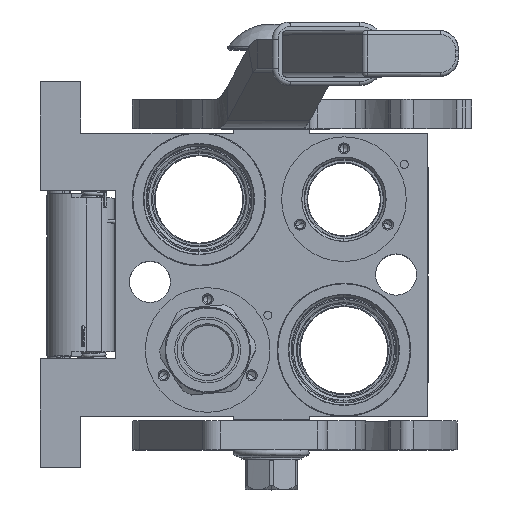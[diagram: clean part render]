
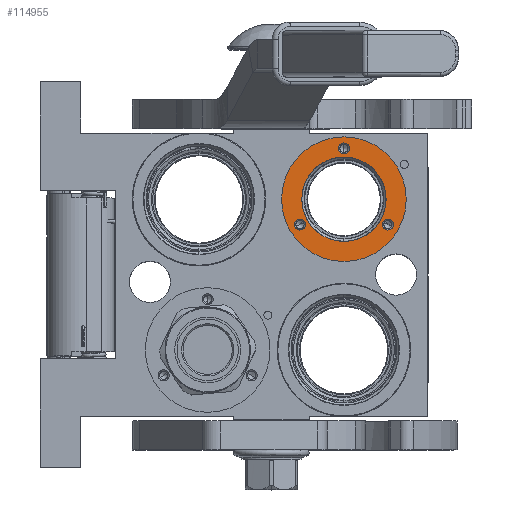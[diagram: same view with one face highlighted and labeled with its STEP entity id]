
A CAD part, top view. The second image highlights one B-rep face of the part: STEP entity #114955.
In plain terms, the highlighted face is planar.
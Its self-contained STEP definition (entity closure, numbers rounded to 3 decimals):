
#158 = CIRCLE ( 'NONE', #51091, 21.5 ) ;
#516 = DIRECTION ( 'NONE',  ( 0., -1., 0. ) ) ;
#2787 = VERTEX_POINT ( 'NONE', #117520 ) ;
#3054 = ORIENTED_EDGE ( 'NONE', *, *, #34842, .F. ) ;
#4899 = DIRECTION ( 'NONE',  ( 1., 0., 0. ) ) ;
#5077 = ORIENTED_EDGE ( 'NONE', *, *, #24233, .F. ) ;
#6519 = DIRECTION ( 'NONE',  ( -1., 0., 0. ) ) ;
#9433 = CARTESIAN_POINT ( 'NONE',  ( -17.25, -22.05, 23.145 ) ) ;
#9458 = FACE_OUTER_BOUND ( 'NONE', #56950, .T. ) ;
#10318 = VERTEX_POINT ( 'NONE', #112506 ) ;
#12094 = CIRCLE ( 'NONE', #61021, 21.5 ) ;
#14308 = FACE_BOUND ( 'NONE', #23096, .T. ) ;
#16571 = DIRECTION ( 'NONE',  ( -0.5, 0., 0.866 ) ) ;
#22954 = CIRCLE ( 'NONE', #122803, 1.9 ) ;
#23096 = EDGE_LOOP ( 'NONE', ( #3054, #95270 ) ) ;
#23343 = DIRECTION ( 'NONE',  ( 0., -1., 0. ) ) ;
#24233 = EDGE_CURVE ( 'NONE', #10318, #2787, #27922, .T. ) ;
#24718 = CARTESIAN_POINT ( 'NONE',  ( -26., -22.05, 38.3 ) ) ;
#24785 = CARTESIAN_POINT ( 'NONE',  ( -4.5, -22.05, 38.3 ) ) ;
#25509 = DIRECTION ( 'NONE',  ( 0., 1., 0. ) ) ;
#26535 = EDGE_CURVE ( 'NONE', #127264, #52481, #125238, .T. ) ;
#27391 = VERTEX_POINT ( 'NONE', #24785 ) ;
#27922 = CIRCLE ( 'NONE', #59734, 1.9 ) ;
#31867 = EDGE_CURVE ( 'NONE', #131700, #80673, #79783, .T. ) ;
#33380 = DIRECTION ( 'NONE',  ( 0.5, 0., 0.866 ) ) ;
#33977 = DIRECTION ( 'NONE',  ( 0., -1., 0. ) ) ;
#34842 = EDGE_CURVE ( 'NONE', #80673, #131700, #36181, .T. ) ;
#35269 = CARTESIAN_POINT ( 'NONE',  ( -26., -22.05, 38.3 ) ) ;
#36181 = CIRCLE ( 'NONE', #105213, 1.9 ) ;
#36775 = AXIS2_PLACEMENT_3D ( 'NONE', #9433, #103845, #50043 ) ;
#38920 = FACE_BOUND ( 'NONE', #96552, .T. ) ;
#39601 = CARTESIAN_POINT ( 'NONE',  ( -40.55, -22.05, 38.3 ) ) ;
#43350 = CARTESIAN_POINT ( 'NONE',  ( -26., -22.05, 38.3 ) ) ;
#44647 = AXIS2_PLACEMENT_3D ( 'NONE', #130864, #129057, #4899 ) ;
#45076 = ORIENTED_EDGE ( 'NONE', *, *, #83074, .F. ) ;
#45332 = DIRECTION ( 'NONE',  ( -0.5, 0., -0.866 ) ) ;
#50043 = DIRECTION ( 'NONE',  ( 0.5, 0., -0.866 ) ) ;
#50777 = AXIS2_PLACEMENT_3D ( 'NONE', #77952, #25509, #130898 ) ;
#50999 = CIRCLE ( 'NONE', #44647, 14.55 ) ;
#51091 = AXIS2_PLACEMENT_3D ( 'NONE', #35269, #122809, #79448 ) ;
#52481 = VERTEX_POINT ( 'NONE', #130369 ) ;
#53593 = FACE_BOUND ( 'NONE', #122352, .T. ) ;
#53889 = CARTESIAN_POINT ( 'NONE',  ( -17.25, -22.05, 53.455 ) ) ;
#54294 = DIRECTION ( 'NONE',  ( -1., 0., 0. ) ) ;
#56197 = EDGE_CURVE ( 'NONE', #123442, #27391, #158, .T. ) ;
#56950 = EDGE_LOOP ( 'NONE', ( #100464, #134419 ) ) ;
#58075 = CARTESIAN_POINT ( 'NONE',  ( -17.25, -22.05, 23.145 ) ) ;
#59734 = AXIS2_PLACEMENT_3D ( 'NONE', #53889, #23343, #33380 ) ;
#61021 = AXIS2_PLACEMENT_3D ( 'NONE', #24718, #120014, #78512 ) ;
#65432 = CARTESIAN_POINT ( 'NONE',  ( -17.25, -22.05, 53.455 ) ) ;
#68548 = DIRECTION ( 'NONE',  ( 0., -1., 0. ) ) ;
#73973 = VERTEX_POINT ( 'NONE', #39601 ) ;
#77952 = CARTESIAN_POINT ( 'NONE',  ( -26., -22.05, 38.3 ) ) ;
#78200 = EDGE_CURVE ( 'NONE', #52481, #127264, #112156, .T. ) ;
#78512 = DIRECTION ( 'NONE',  ( 1., 0., 0. ) ) ;
#79448 = DIRECTION ( 'NONE',  ( -1., 0., 0. ) ) ;
#79783 = CIRCLE ( 'NONE', #36775, 1.9 ) ;
#80673 = VERTEX_POINT ( 'NONE', #128636 ) ;
#82065 = CARTESIAN_POINT ( 'NONE',  ( -41.6, -22.05, 38.3 ) ) ;
#83074 = EDGE_CURVE ( 'NONE', #2787, #10318, #22954, .T. ) ;
#84300 = DIRECTION ( 'NONE',  ( 0., -1., 0. ) ) ;
#87953 = PLANE ( 'NONE',  #50777 ) ;
#89151 = EDGE_CURVE ( 'NONE', #117443, #73973, #50999, .T. ) ;
#91990 = AXIS2_PLACEMENT_3D ( 'NONE', #43350, #516, #54294 ) ;
#94353 = AXIS2_PLACEMENT_3D ( 'NONE', #110077, #120611, #6519 ) ;
#94398 = FACE_BOUND ( 'NONE', #118594, .T. ) ;
#95270 = ORIENTED_EDGE ( 'NONE', *, *, #31867, .F. ) ;
#96552 = EDGE_LOOP ( 'NONE', ( #100134, #131862 ) ) ;
#100134 = ORIENTED_EDGE ( 'NONE', *, *, #89151, .F. ) ;
#100464 = ORIENTED_EDGE ( 'NONE', *, *, #110974, .F. ) ;
#103845 = DIRECTION ( 'NONE',  ( 0., -1., 0. ) ) ;
#105213 = AXIS2_PLACEMENT_3D ( 'NONE', #58075, #68548, #16571 ) ;
#106547 = ORIENTED_EDGE ( 'NONE', *, *, #26535, .F. ) ;
#110077 = CARTESIAN_POINT ( 'NONE',  ( -43.5, -22.05, 38.3 ) ) ;
#110974 = EDGE_CURVE ( 'NONE', #27391, #123442, #12094, .T. ) ;
#112156 = CIRCLE ( 'NONE', #94353, 1.9 ) ;
#112506 = CARTESIAN_POINT ( 'NONE',  ( -16.3, -22.05, 55.101 ) ) ;
#114864 = DIRECTION ( 'NONE',  ( 1., 0., 0. ) ) ;
#114955 = ADVANCED_FACE ( 'NONE', ( #14308, #94398, #53593, #38920, #9458 ), #87953, .F. ) ;
#115308 = CARTESIAN_POINT ( 'NONE',  ( -43.5, -22.05, 38.3 ) ) ;
#117380 = CARTESIAN_POINT ( 'NONE',  ( -47.5, -22.05, 38.3 ) ) ;
#117443 = VERTEX_POINT ( 'NONE', #118464 ) ;
#117520 = CARTESIAN_POINT ( 'NONE',  ( -18.2, -22.05, 51.81 ) ) ;
#118464 = CARTESIAN_POINT ( 'NONE',  ( -11.45, -22.05, 38.3 ) ) ;
#118594 = EDGE_LOOP ( 'NONE', ( #45076, #5077 ) ) ;
#120014 = DIRECTION ( 'NONE',  ( 0., 1., 0. ) ) ;
#120611 = DIRECTION ( 'NONE',  ( 0., -1., 0. ) ) ;
#120760 = CIRCLE ( 'NONE', #91990, 14.55 ) ;
#122352 = EDGE_LOOP ( 'NONE', ( #106547, #123435 ) ) ;
#122803 = AXIS2_PLACEMENT_3D ( 'NONE', #65432, #33977, #45332 ) ;
#122809 = DIRECTION ( 'NONE',  ( 0., 1., 0. ) ) ;
#122910 = AXIS2_PLACEMENT_3D ( 'NONE', #115308, #84300, #114864 ) ;
#123435 = ORIENTED_EDGE ( 'NONE', *, *, #78200, .F. ) ;
#123442 = VERTEX_POINT ( 'NONE', #117380 ) ;
#125238 = CIRCLE ( 'NONE', #122910, 1.9 ) ;
#127264 = VERTEX_POINT ( 'NONE', #82065 ) ;
#128636 = CARTESIAN_POINT ( 'NONE',  ( -18.2, -22.05, 24.79 ) ) ;
#129057 = DIRECTION ( 'NONE',  ( 0., -1., 0. ) ) ;
#130369 = CARTESIAN_POINT ( 'NONE',  ( -45.4, -22.05, 38.3 ) ) ;
#130864 = CARTESIAN_POINT ( 'NONE',  ( -26., -22.05, 38.3 ) ) ;
#130898 = DIRECTION ( 'NONE',  ( -1., 0., 0. ) ) ;
#131700 = VERTEX_POINT ( 'NONE', #135399 ) ;
#131862 = ORIENTED_EDGE ( 'NONE', *, *, #135393, .F. ) ;
#134419 = ORIENTED_EDGE ( 'NONE', *, *, #56197, .F. ) ;
#135393 = EDGE_CURVE ( 'NONE', #73973, #117443, #120760, .T. ) ;
#135399 = CARTESIAN_POINT ( 'NONE',  ( -16.3, -22.05, 21.499 ) ) ;
